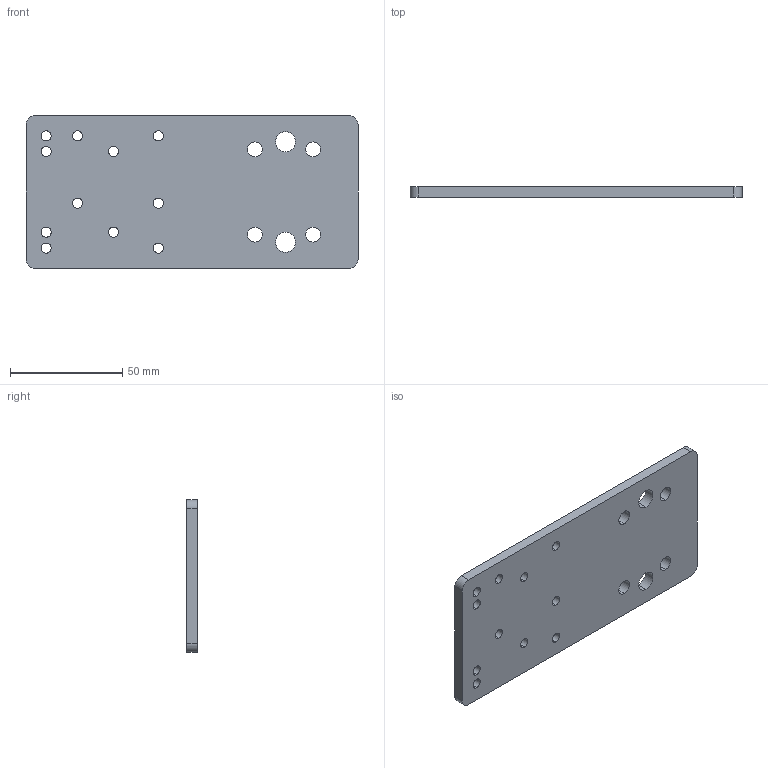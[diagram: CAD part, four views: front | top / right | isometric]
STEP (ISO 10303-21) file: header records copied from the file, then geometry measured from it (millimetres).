
FILE_DESCRIPTION (( 'STEP AP214' ), '1' );
FILE_NAME ('default_v1.STEP', '2024-12-21T22:50:13', ( '' ), ( '' ), 'SwSTEP 2.0', 'SolidWorks 2024', '' );
FILE_SCHEMA (( 'AUTOMOTIVE_DESIGN' ));
Length unit declared in the file: millimetre
Products named in the file (1): default_v1
Bounding box: 148 x 4.75 x 68 mm (x, y, z)
Volume: 45656.8 mm3; surface area: 22644.5 mm2
Topology: 1 solids, 1 shells, 44 faces, 126 edges, 84 vertices
Faces by surface type: cylinder 38, plane 6
Entity records: 1577 total; most frequent: DIRECTION 292, CARTESIAN_POINT 255, ORIENTED_EDGE 252, EDGE_CURVE 126, AXIS2_PLACEMENT_3D 121, VERTEX_POINT 84, EDGE_LOOP 78, CIRCLE 76
